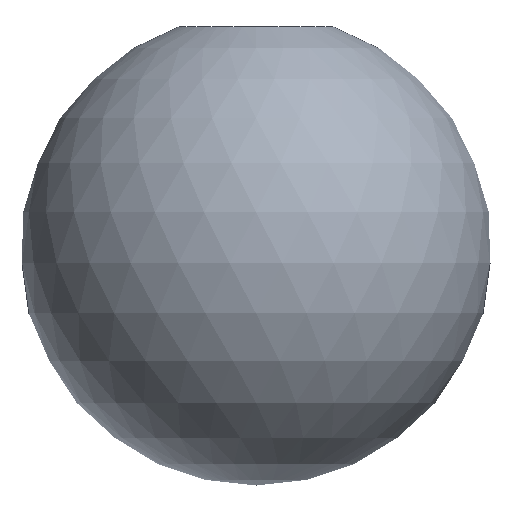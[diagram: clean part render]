
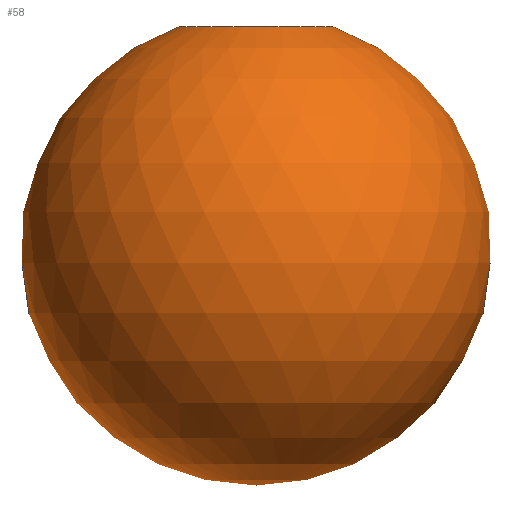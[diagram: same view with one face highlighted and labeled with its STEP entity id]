
A CAD part, left-side view. The second image highlights one B-rep face of the part: STEP entity #58.
In plain terms, the highlighted spherical face has radius 15 mm.
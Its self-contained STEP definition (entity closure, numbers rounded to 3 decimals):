
#58=ADVANCED_FACE('',(#94),#96,.T.);
#94=FACE_OUTER_BOUND('',#95,.T.);
#95=EDGE_LOOP('',(#126));
#96=SPHERICAL_SURFACE('',#97,15.);
#97=AXIS2_PLACEMENT_3D('',#98,#99,#100);
#98=CARTESIAN_POINT('',(0.,0.,0.));
#99=DIRECTION('',(0.,0.,1.));
#100=DIRECTION('',(1.,0.,0.));
#126=ORIENTED_EDGE('',*,*,#132,.T.);
#132=EDGE_CURVE('',#135,#135,#136,.F.);
#135=VERTEX_POINT('',#141);
#136=CIRCLE('',#142,4.891);
#141=CARTESIAN_POINT('',(4.891,0.,14.18));
#142=AXIS2_PLACEMENT_3D('',#143,#144,#145);
#143=CARTESIAN_POINT('',(0.,0.,14.18));
#144=DIRECTION('',(0.,0.,1.));
#145=DIRECTION('',(1.,0.,0.));
